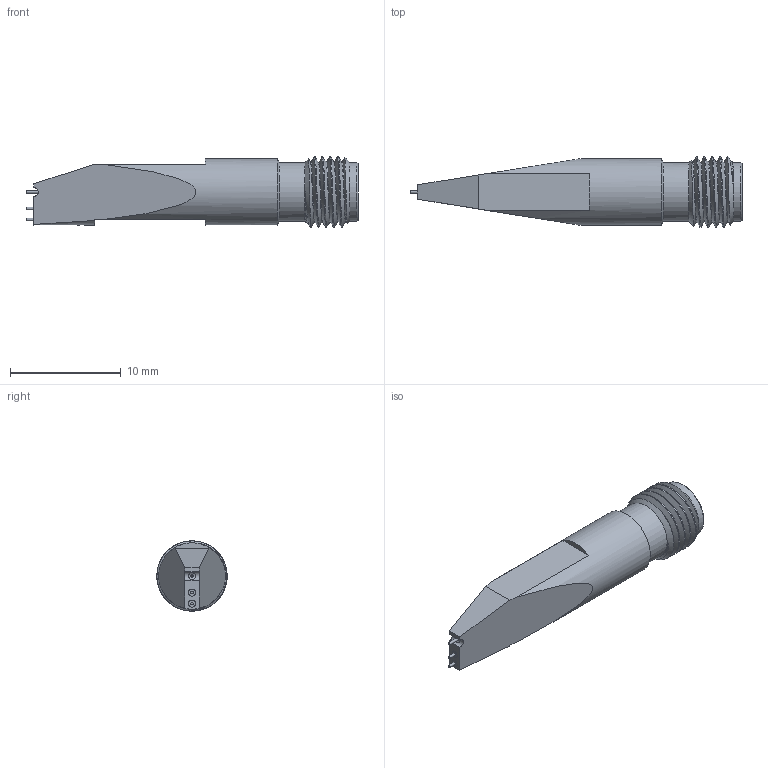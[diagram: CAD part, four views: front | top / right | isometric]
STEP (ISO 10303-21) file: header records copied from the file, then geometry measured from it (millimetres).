
FILE_DESCRIPTION (( 'STEP AP203' ), '1' );
FILE_NAME ('FMPB1003_3D.step', '2021-04-19T19:34:28', ( '' ), ( '' ), 'SwSTEP 2.0', 'SolidWorks 2020', '' );
FILE_SCHEMA (( 'CONFIG_CONTROL_DESIGN' ));
Length unit declared in the file: inch
Products named in the file (1): FMPB1003_3D
Bounding box: 30 x 6.35 x 6.35 mm (x, y, z)
Volume: 577.3 mm3; surface area: 683.8 mm2
Topology: 1 solids, 1 shells, 63 faces, 154 edges, 103 vertices
Faces by surface type: plane 35, cylinder 15, cone 9, bspline 4
Full cylindrical faces by diameter (mm): 0.23 x3, 0.94 x1, 1.194 x1, 3.353 x1, 4.572 x1, 5.334 x2, 6 x1
Entity records: 2877 total; most frequent: CARTESIAN_POINT 1465, DIRECTION 267, ORIENTED_EDGE 258, EDGE_CURVE 129, AXIS2_PLACEMENT_3D 106, VERTEX_POINT 94, EDGE_LOOP 89, FACE_OUTER_BOUND 74
